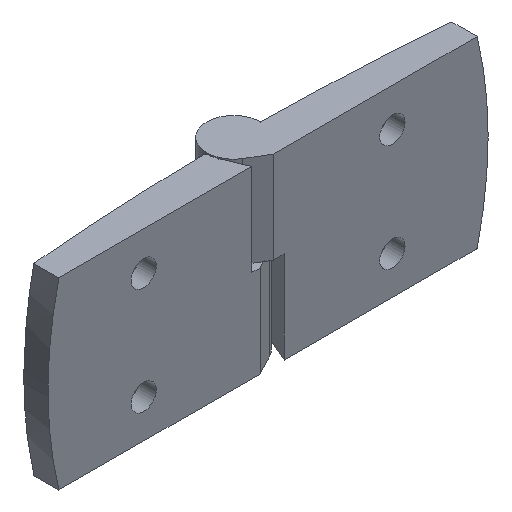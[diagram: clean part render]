
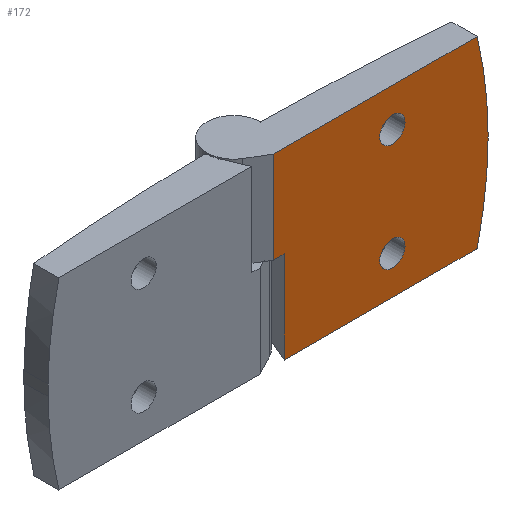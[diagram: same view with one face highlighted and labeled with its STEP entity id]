
A CAD part, isometric view. The second image highlights one B-rep face of the part: STEP entity #172.
In plain terms, the highlighted planar face has unit normal (0, -1, 0).
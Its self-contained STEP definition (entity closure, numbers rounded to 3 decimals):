
#172 = ADVANCED_FACE( '', ( #333, #334, #335 ), #336, .F. );
#333 = FACE_BOUND( '', #475, .T. );
#334 = FACE_BOUND( '', #476, .T. );
#335 = FACE_OUTER_BOUND( '', #477, .T. );
#336 = PLANE( '', #478 );
#475 = EDGE_LOOP( '', ( #764 ) );
#476 = EDGE_LOOP( '', ( #765 ) );
#477 = EDGE_LOOP( '', ( #766, #767, #768, #769, #770, #771, #772, #773 ) );
#478 = AXIS2_PLACEMENT_3D( '', #774, #775, #776 );
#764 = ORIENTED_EDGE( '', *, *, #834, .T. );
#765 = ORIENTED_EDGE( '', *, *, #839, .T. );
#766 = ORIENTED_EDGE( '', *, *, #797, .T. );
#767 = ORIENTED_EDGE( '', *, *, #792, .T. );
#768 = ORIENTED_EDGE( '', *, *, #779, .F. );
#769 = ORIENTED_EDGE( '', *, *, #837, .T. );
#770 = ORIENTED_EDGE( '', *, *, #857, .F. );
#771 = ORIENTED_EDGE( '', *, *, #854, .T. );
#772 = ORIENTED_EDGE( '', *, *, #874, .T. );
#773 = ORIENTED_EDGE( '', *, *, #883, .T. );
#774 = CARTESIAN_POINT( '', ( 1.4, -9., 24. ) );
#775 = DIRECTION( '', ( 0., 1., 0. ) );
#776 = DIRECTION( '', ( 0., 0., 1. ) );
#779 = EDGE_CURVE( '', #891, #892, #893, .T. );
#792 = EDGE_CURVE( '', #914, #892, #915, .F. );
#797 = EDGE_CURVE( '', #922, #914, #923, .T. );
#834 = EDGE_CURVE( '', #983, #983, #984, .T. );
#837 = EDGE_CURVE( '', #891, #986, #988, .F. );
#839 = EDGE_CURVE( '', #990, #990, #991, .T. );
#854 = EDGE_CURVE( '', #1012, #1010, #1013, .T. );
#857 = EDGE_CURVE( '', #1012, #986, #1016, .T. );
#874 = EDGE_CURVE( '', #1010, #1037, #1039, .T. );
#883 = EDGE_CURVE( '', #1037, #922, #1051, .T. );
#891 = VERTEX_POINT( '', #1059 );
#892 = VERTEX_POINT( '', #1060 );
#893 = LINE( '', #1061, #1062 );
#914 = VERTEX_POINT( '', #1174 );
#915 = CIRCLE( '', #1175, 101.62 );
#922 = VERTEX_POINT( '', #1188 );
#923 = LINE( '', #1189, #1190 );
#983 = VERTEX_POINT( '', #1444 );
#984 = CIRCLE( '', #1445, 3.3 );
#986 = VERTEX_POINT( '', #1447 );
#988 = CIRCLE( '', #1450, 101.62 );
#990 = VERTEX_POINT( '', #1452 );
#991 = CIRCLE( '', #1453, 3.3 );
#1010 = VERTEX_POINT( '', #1477 );
#1012 = VERTEX_POINT( '', #1480 );
#1013 = LINE( '', #1481, #1482 );
#1016 = LINE( '', #1486, #1487 );
#1037 = VERTEX_POINT( '', #1603 );
#1039 = LINE( '', #1606, #1607 );
#1051 = LINE( '', #1620, #1621 );
#1059 = CARTESIAN_POINT( '', ( 57.5, -9., 0.451 ) );
#1060 = CARTESIAN_POINT( '', ( 57.5, -9., -0.451 ) );
#1061 = CARTESIAN_POINT( '', ( 57.5, -9., 24. ) );
#1062 = VECTOR( '', #1628, 1000. );
#1174 = CARTESIAN_POINT( '', ( 54.626, -9., -24. ) );
#1175 = AXIS2_PLACEMENT_3D( '', #1643, #1644, #1645 );
#1188 = CARTESIAN_POINT( '', ( 4.2, -9., -24. ) );
#1189 = CARTESIAN_POINT( '', ( 1.4, -9., -24. ) );
#1190 = VECTOR( '', #1650, 1000. );
#1444 = CARTESIAN_POINT( '', ( 32.5, -9., -10.7 ) );
#1445 = AXIS2_PLACEMENT_3D( '', #1699, #1700, #1701 );
#1447 = CARTESIAN_POINT( '', ( 54.626, -9., 24. ) );
#1450 = AXIS2_PLACEMENT_3D( '', #1703, #1704, #1705 );
#1452 = CARTESIAN_POINT( '', ( 32.5, -9., 17.3 ) );
#1453 = AXIS2_PLACEMENT_3D( '', #1706, #1707, #1708 );
#1477 = CARTESIAN_POINT( '', ( 1.4, -9., 0. ) );
#1480 = CARTESIAN_POINT( '', ( 1.4, -9., 24. ) );
#1481 = CARTESIAN_POINT( '', ( 1.4, -9., 24. ) );
#1482 = VECTOR( '', #1727, 1000. );
#1486 = CARTESIAN_POINT( '', ( 1.4, -9., 24. ) );
#1487 = VECTOR( '', #1729, 1000. );
#1603 = CARTESIAN_POINT( '', ( 4.2, -9., 0. ) );
#1606 = CARTESIAN_POINT( '', ( 1.4, -9., 0. ) );
#1607 = VECTOR( '', #1744, 1000. );
#1620 = CARTESIAN_POINT( '', ( 4.2, -9., 24. ) );
#1621 = VECTOR( '', #1755, 1000. );
#1628 = DIRECTION( '', ( 0., 0., -1. ) );
#1643 = CARTESIAN_POINT( '', ( -44.119, -9., 0. ) );
#1644 = DIRECTION( '', ( 0., 1., 0. ) );
#1645 = DIRECTION( '', ( 0., 0., 1. ) );
#1650 = DIRECTION( '', ( 1., 0., 0. ) );
#1699 = CARTESIAN_POINT( '', ( 32.5, -9., -14. ) );
#1700 = DIRECTION( '', ( 0., 1., 0. ) );
#1701 = DIRECTION( '', ( 0., 0., 1. ) );
#1703 = CARTESIAN_POINT( '', ( -44.119, -9., 0. ) );
#1704 = DIRECTION( '', ( 0., 1., 0. ) );
#1705 = DIRECTION( '', ( 0., 0., 1. ) );
#1706 = CARTESIAN_POINT( '', ( 32.5, -9., 14. ) );
#1707 = DIRECTION( '', ( 0., 1., 0. ) );
#1708 = DIRECTION( '', ( 0., 0., 1. ) );
#1727 = DIRECTION( '', ( 0., 0., -1. ) );
#1729 = DIRECTION( '', ( 1., 0., 0. ) );
#1744 = DIRECTION( '', ( 1., 0., 0. ) );
#1755 = DIRECTION( '', ( 0., 0., -1. ) );
